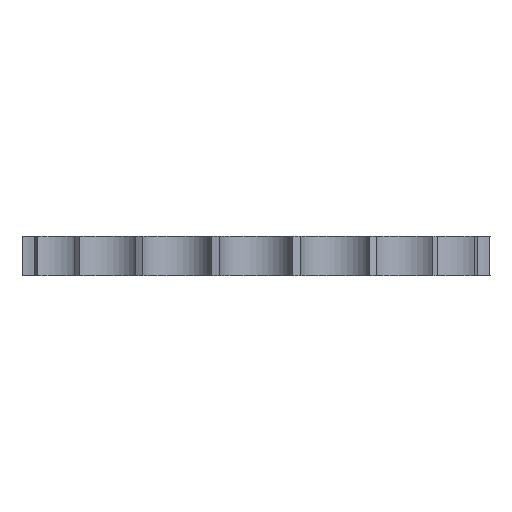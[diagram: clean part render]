
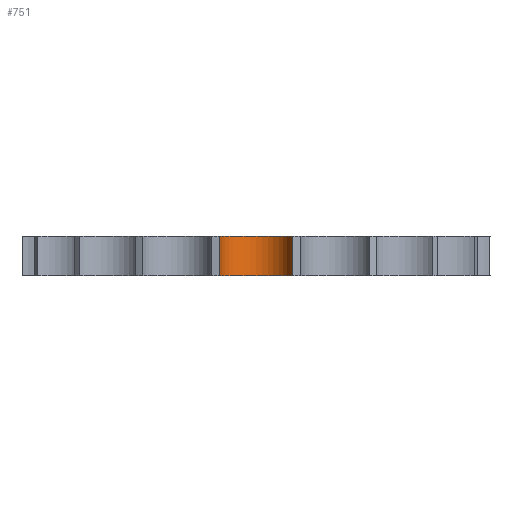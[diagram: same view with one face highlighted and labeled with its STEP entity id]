
A CAD part, front view. The second image highlights one B-rep face of the part: STEP entity #751.
In plain terms, the highlighted cylindrical face has radius 3.25 mm (diameter 6.5 mm), a partial arc.
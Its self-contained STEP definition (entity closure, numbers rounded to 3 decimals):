
#60=FACE_OUTER_BOUND('',#101,.T.);
#101=EDGE_LOOP('',(#628,#629,#630,#631));
#108=LINE('',#1174,#148);
#142=LINE('',#1378,#182);
#148=VECTOR('',#901,10.);
#182=VECTOR('',#1139,10.);
#192=CIRCLE('',#780,3.25);
#258=CIRCLE('',#879,3.25);
#264=VERTEX_POINT('',#1171);
#265=VERTEX_POINT('',#1173);
#268=VERTEX_POINT('',#1183);
#333=VERTEX_POINT('',#1377);
#341=EDGE_CURVE('',#264,#265,#108,.T.);
#346=EDGE_CURVE('',#265,#268,#192,.T.);
#443=EDGE_CURVE('',#268,#333,#142,.T.);
#445=EDGE_CURVE('',#333,#264,#258,.T.);
#628=ORIENTED_EDGE('',*,*,#346,.F.);
#629=ORIENTED_EDGE('',*,*,#341,.F.);
#630=ORIENTED_EDGE('',*,*,#445,.F.);
#631=ORIENTED_EDGE('',*,*,#443,.F.);
#713=CYLINDRICAL_SURFACE('',#878,3.25);
#751=ADVANCED_FACE('',(#60),#713,.F.);
#780=AXIS2_PLACEMENT_3D('',#1184,#913,#914);
#878=AXIS2_PLACEMENT_3D('',#1380,#1142,#1143);
#879=AXIS2_PLACEMENT_3D('',#1381,#1144,#1145);
#901=DIRECTION('',(0.,0.,-1.));
#913=DIRECTION('center_axis',(0.,0.,1.));
#914=DIRECTION('ref_axis',(0.997,0.078,0.));
#1139=DIRECTION('',(0.,0.,1.));
#1142=DIRECTION('center_axis',(0.,0.,-1.));
#1143=DIRECTION('ref_axis',(0.997,0.078,0.));
#1144=DIRECTION('center_axis',(0.,0.,-1.));
#1145=DIRECTION('ref_axis',(0.997,0.078,0.));
#1171=CARTESIAN_POINT('',(3.24,-20.495,7.));
#1173=CARTESIAN_POINT('',(3.24,-20.495,3.5));
#1174=CARTESIAN_POINT('',(3.24,-20.495,7.));
#1183=CARTESIAN_POINT('',(-3.24,-20.495,3.5));
#1184=CARTESIAN_POINT('Origin',(0.,-20.75,3.5));
#1377=CARTESIAN_POINT('',(-3.24,-20.495,7.));
#1378=CARTESIAN_POINT('',(-3.24,-20.495,7.));
#1380=CARTESIAN_POINT('Origin',(0.,-20.75,7.));
#1381=CARTESIAN_POINT('Origin',(0.,-20.75,7.));
